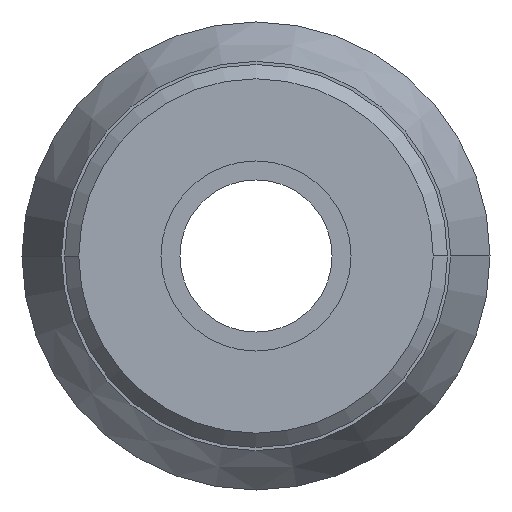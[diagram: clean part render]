
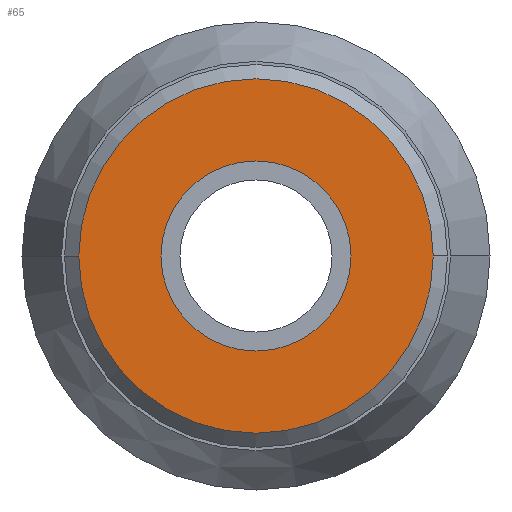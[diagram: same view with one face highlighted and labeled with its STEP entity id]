
A CAD part, left-side view. The second image highlights one B-rep face of the part: STEP entity #65.
In plain terms, the highlighted planar face has unit normal (-1, 0, 0).
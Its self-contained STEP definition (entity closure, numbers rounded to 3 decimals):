
#65=ADVANCED_FACE('',(#123,#124),#125,.T.);
#123=FACE_BOUND('',#203,.T.);
#124=FACE_OUTER_BOUND('',#204,.T.);
#125=PLANE('',#205);
#203=EDGE_LOOP('',(#376,#377));
#204=EDGE_LOOP('',(#378,#379));
#205=AXIS2_PLACEMENT_3D('',#380,#381,#382);
#376=ORIENTED_EDGE('',*,*,#550,.T.);
#377=ORIENTED_EDGE('',*,*,#540,.T.);
#378=ORIENTED_EDGE('',*,*,#531,.F.);
#379=ORIENTED_EDGE('',*,*,#551,.F.);
#380=CARTESIAN_POINT('',(-29.0,1.865,0.0));
#381=DIRECTION('',(-1.0,-0.0,0.0));
#382=DIRECTION('',(0.0,-1.0,-0.0));
#531=EDGE_CURVE('',#632,#634,#635,.T.);
#540=EDGE_CURVE('',#646,#650,#652,.T.);
#550=EDGE_CURVE('',#650,#646,#666,.T.);
#551=EDGE_CURVE('',#634,#632,#667,.T.);
#632=VERTEX_POINT('',#768);
#634=VERTEX_POINT('',#771);
#635=CIRCLE('',#772,3.73);
#646=VERTEX_POINT('',#786);
#650=VERTEX_POINT('',#791);
#652=CIRCLE('',#794,2.0);
#666=CIRCLE('',#810,2.0);
#667=CIRCLE('',#811,3.73);
#768=CARTESIAN_POINT('',(-29.0,3.73,0.0));
#771=CARTESIAN_POINT('',(-29.0,-3.73,0.));
#772=AXIS2_PLACEMENT_3D('',#893,#894,#895);
#786=CARTESIAN_POINT('',(-29.0,0.,-2.0));
#791=CARTESIAN_POINT('',(-29.0,0.,2.0));
#794=AXIS2_PLACEMENT_3D('',#910,#911,#912);
#810=AXIS2_PLACEMENT_3D('',#936,#937,#938);
#811=AXIS2_PLACEMENT_3D('',#939,#940,#941);
#893=CARTESIAN_POINT('',(-29.0,0.0,0.0));
#894=DIRECTION('',(1.0,0.0,0.0));
#895=DIRECTION('',(0.0,1.0,0.0));
#910=CARTESIAN_POINT('',(-29.0,0.0,0.0));
#911=DIRECTION('',(1.0,0.0,0.0));
#912=DIRECTION('',(0.0,0.0,-1.0));
#936=CARTESIAN_POINT('',(-29.0,0.0,0.0));
#937=DIRECTION('',(1.0,0.0,0.0));
#938=DIRECTION('',(0.0,0.0,-1.0));
#939=CARTESIAN_POINT('',(-29.0,0.0,0.0));
#940=DIRECTION('',(1.0,0.0,0.0));
#941=DIRECTION('',(0.0,1.0,0.0));
